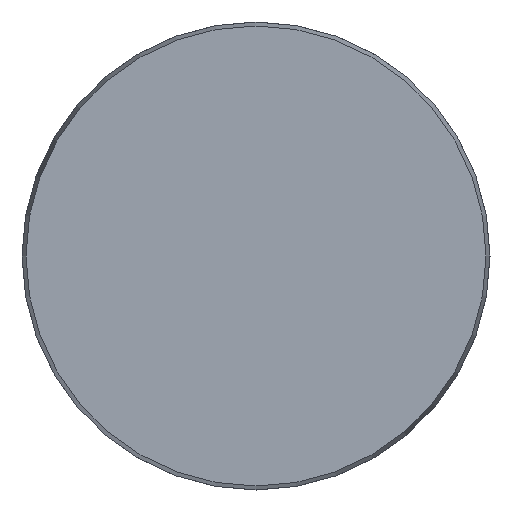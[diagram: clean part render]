
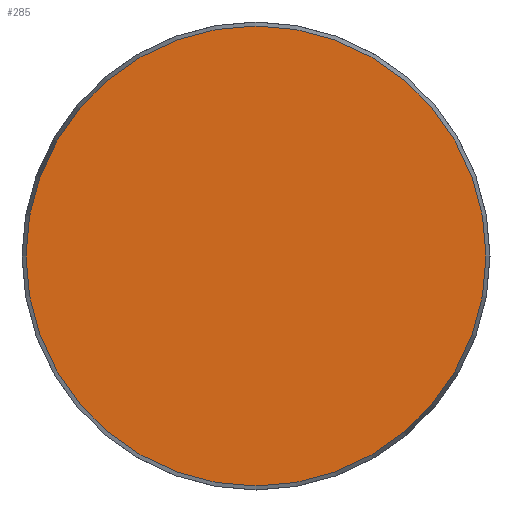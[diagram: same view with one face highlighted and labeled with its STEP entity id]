
A CAD part, front view. The second image highlights one B-rep face of the part: STEP entity #285.
In plain terms, the highlighted planar face has unit normal (0, -1, 0).
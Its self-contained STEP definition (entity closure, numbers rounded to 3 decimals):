
#53 = AXIS2_PLACEMENT_3D ( 'NONE', #781, #481, #279 ) ;
#91 = CARTESIAN_POINT ( 'NONE',  ( 0., 0., 0. ) ) ;
#131 = CIRCLE ( 'NONE', #565, 49.143 ) ;
#279 = DIRECTION ( 'NONE',  ( 0., 0., 1. ) ) ;
#285 = ADVANCED_FACE ( 'NONE', ( #546 ), #797, .F. ) ;
#481 = DIRECTION ( 'NONE',  ( 0., 1., 0. ) ) ;
#483 = EDGE_LOOP ( 'NONE', ( #608 ) ) ;
#503 = VERTEX_POINT ( 'NONE', #753 ) ;
#546 = FACE_OUTER_BOUND ( 'NONE', #483, .T. ) ;
#565 = AXIS2_PLACEMENT_3D ( 'NONE', #91, #658, #718 ) ;
#608 = ORIENTED_EDGE ( 'NONE', *, *, #687, .T. ) ;
#658 = DIRECTION ( 'NONE',  ( 0., -1., 0. ) ) ;
#687 = EDGE_CURVE ( 'NONE', #503, #503, #131, .T. ) ;
#718 = DIRECTION ( 'NONE',  ( 0., 0., -1. ) ) ;
#753 = CARTESIAN_POINT ( 'NONE',  ( 0., 0., -49.143 ) ) ;
#781 = CARTESIAN_POINT ( 'NONE',  ( -49.143, 0., 0. ) ) ;
#797 = PLANE ( 'NONE',  #53 ) ;
